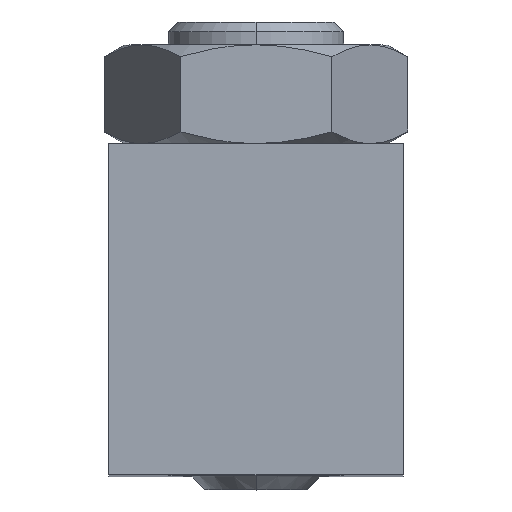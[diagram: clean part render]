
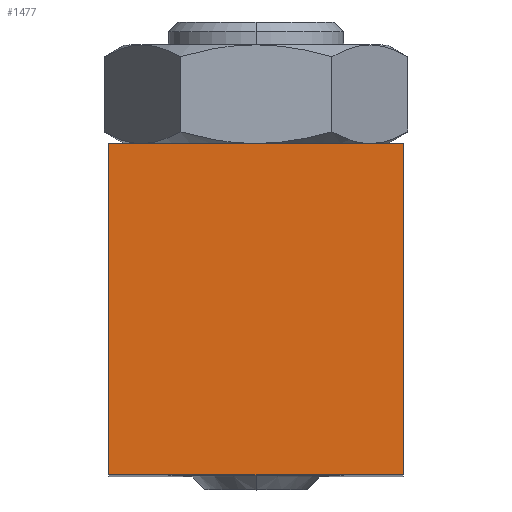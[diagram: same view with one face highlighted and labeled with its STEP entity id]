
A CAD part, top view. The second image highlights one B-rep face of the part: STEP entity #1477.
In plain terms, the highlighted planar face has unit normal (0, 0, 1).
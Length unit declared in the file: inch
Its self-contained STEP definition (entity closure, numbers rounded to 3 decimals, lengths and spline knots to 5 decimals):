
#49=DIRECTION('',(0.,-1.,0.));
#50=VECTOR('',#49,1.417);
#51=CARTESIAN_POINT('',(-0.63,1.417,4.587));
#52=LINE('',#51,#50);
#207=DIRECTION('',(0.,-1.,0.));
#208=VECTOR('',#207,1.417);
#209=CARTESIAN_POINT('',(0.63,1.417,4.587));
#210=LINE('',#209,#208);
#249=DIRECTION('',(1.,0.,0.));
#250=VECTOR('',#249,1.26);
#251=CARTESIAN_POINT('',(-0.63,1.417,4.587));
#252=LINE('',#251,#250);
#279=DIRECTION('',(1.,0.,0.));
#280=VECTOR('',#279,1.26);
#281=CARTESIAN_POINT('',(-0.63,0.,4.587));
#282=LINE('',#281,#280);
#1119=CARTESIAN_POINT('',(-0.63,1.417,4.587));
#1120=CARTESIAN_POINT('',(-0.63,0.,4.587));
#1121=VERTEX_POINT('',#1119);
#1122=VERTEX_POINT('',#1120);
#1123=CARTESIAN_POINT('',(0.63,1.417,4.587));
#1124=CARTESIAN_POINT('',(0.63,0.,4.587));
#1125=VERTEX_POINT('',#1123);
#1126=VERTEX_POINT('',#1124);
#1465=CARTESIAN_POINT('',(-0.63,1.417,4.587));
#1466=DIRECTION('',(0.,0.,1.));
#1467=DIRECTION('',(0.,-1.,0.));
#1468=AXIS2_PLACEMENT_3D('',#1465,#1466,#1467);
#1469=PLANE('',#1468);
#1470=ORIENTED_EDGE('',*,*,#1280,.F.);
#1471=ORIENTED_EDGE('',*,*,#1443,.T.);
#1472=ORIENTED_EDGE('',*,*,#1396,.T.);
#1474=ORIENTED_EDGE('',*,*,#1473,.F.);
#1475=EDGE_LOOP('',(#1470,#1471,#1472,#1474));
#1476=FACE_OUTER_BOUND('',#1475,.F.);
#1280=EDGE_CURVE('',#1121,#1122,#52,.T.);
#1396=EDGE_CURVE('',#1125,#1126,#210,.T.);
#1443=EDGE_CURVE('',#1121,#1125,#252,.T.);
#1473=EDGE_CURVE('',#1122,#1126,#282,.T.);
#1477=ADVANCED_FACE('',(#1476),#1469,.T.);
